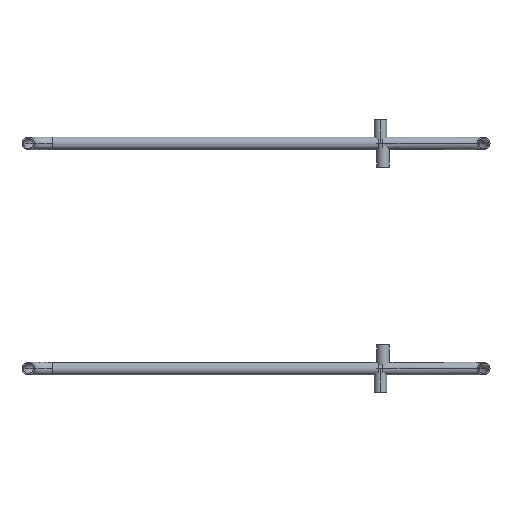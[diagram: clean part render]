
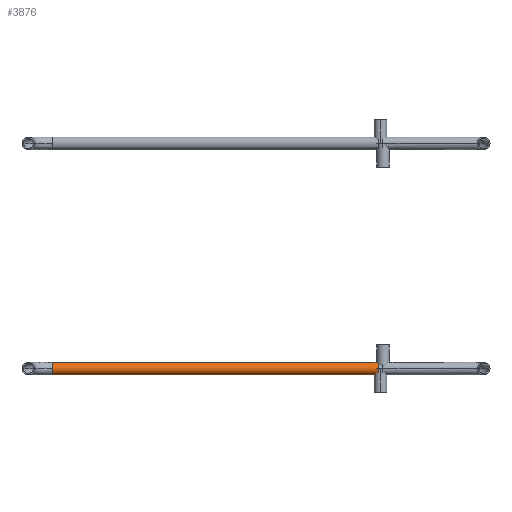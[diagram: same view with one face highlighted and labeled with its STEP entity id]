
A CAD part, left-side view. The second image highlights one B-rep face of the part: STEP entity #3876.
In plain terms, the highlighted cylindrical face has radius 10.65 mm (diameter 21.3 mm), a partial arc.
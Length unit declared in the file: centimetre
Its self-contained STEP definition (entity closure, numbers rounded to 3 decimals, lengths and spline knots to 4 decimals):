
#8 = ORIENTED_EDGE ( 'NONE', *, *, #990, .F. ) ;
#207 = CARTESIAN_POINT ( 'NONE',  ( 0., 0.8292, 1.065 ) ) ;
#398 = VECTOR ( 'NONE', #3686, 100. ) ;
#430 = DIRECTION ( 'NONE',  ( 0., 0., -1. ) ) ;
#990 = EDGE_CURVE ( 'NONE', #8944, #2532, #2991, .T. ) ;
#1262 = EDGE_LOOP ( 'NONE', ( #8, #2503, #2407, #2960 ) ) ;
#1528 = CARTESIAN_POINT ( 'NONE',  ( 0., 55.8292, 0. ) ) ;
#1554 = CYLINDRICAL_SURFACE ( 'NONE', #5653, 1.065 ) ;
#1772 = CIRCLE ( 'NONE', #2356, 1.065 ) ;
#1871 = VERTEX_POINT ( 'NONE', #8905 ) ;
#1904 = VERTEX_POINT ( 'NONE', #2587 ) ;
#2088 = EDGE_CURVE ( 'NONE', #1871, #8944, #7437, .T. ) ;
#2356 = AXIS2_PLACEMENT_3D ( 'NONE', #4603, #3768, #430 ) ;
#2407 = ORIENTED_EDGE ( 'NONE', *, *, #6500, .T. ) ;
#2503 = ORIENTED_EDGE ( 'NONE', *, *, #2088, .F. ) ;
#2532 = VERTEX_POINT ( 'NONE', #207 ) ;
#2587 = CARTESIAN_POINT ( 'NONE',  ( 0., 0.8292, -1.065 ) ) ;
#2960 = ORIENTED_EDGE ( 'NONE', *, *, #6309, .F. ) ;
#2991 = LINE ( 'NONE', #5892, #398 ) ;
#3024 = CARTESIAN_POINT ( 'NONE',  ( 0., 55.8292, 0. ) ) ;
#3686 = DIRECTION ( 'NONE',  ( 0., -1., 0. ) ) ;
#3768 = DIRECTION ( 'NONE',  ( 0., -1., 0. ) ) ;
#3876 = ADVANCED_FACE ( 'NONE', ( #5048 ), #1554, .T. ) ;
#4603 = CARTESIAN_POINT ( 'NONE',  ( 0., 0.8292, 0. ) ) ;
#4714 = VECTOR ( 'NONE', #8322, 100. ) ;
#4731 = CARTESIAN_POINT ( 'NONE',  ( 0., 55.8292, -1.065 ) ) ;
#5048 = FACE_OUTER_BOUND ( 'NONE', #1262, .T. ) ;
#5138 = DIRECTION ( 'NONE',  ( 0., -1., 0. ) ) ;
#5575 = DIRECTION ( 'NONE',  ( 0., 1., 0. ) ) ;
#5653 = AXIS2_PLACEMENT_3D ( 'NONE', #3024, #5138, #5876 ) ;
#5876 = DIRECTION ( 'NONE',  ( 0., 0., -1. ) ) ;
#5892 = CARTESIAN_POINT ( 'NONE',  ( 0., 55.8292, 1.065 ) ) ;
#6309 = EDGE_CURVE ( 'NONE', #2532, #1904, #1772, .T. ) ;
#6500 = EDGE_CURVE ( 'NONE', #1871, #1904, #6840, .T. ) ;
#6550 = AXIS2_PLACEMENT_3D ( 'NONE', #1528, #5575, #7798 ) ;
#6639 = CARTESIAN_POINT ( 'NONE',  ( 0., 55.8292, 1.065 ) ) ;
#6840 = LINE ( 'NONE', #4731, #4714 ) ;
#7437 = CIRCLE ( 'NONE', #6550, 1.065 ) ;
#7798 = DIRECTION ( 'NONE',  ( 0., 0., 1. ) ) ;
#8322 = DIRECTION ( 'NONE',  ( 0., -1., 0. ) ) ;
#8905 = CARTESIAN_POINT ( 'NONE',  ( 0., 55.8292, -1.065 ) ) ;
#8944 = VERTEX_POINT ( 'NONE', #6639 ) ;
